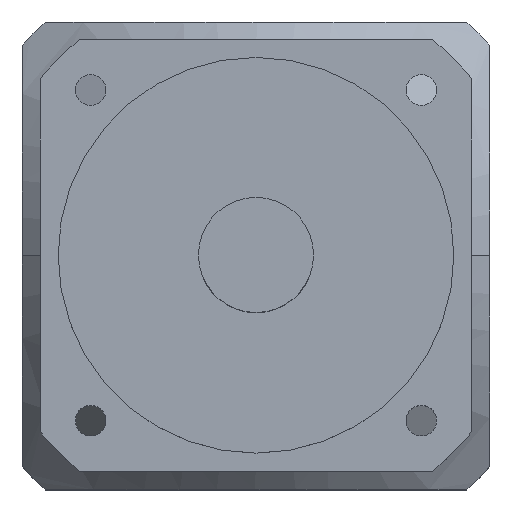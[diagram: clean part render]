
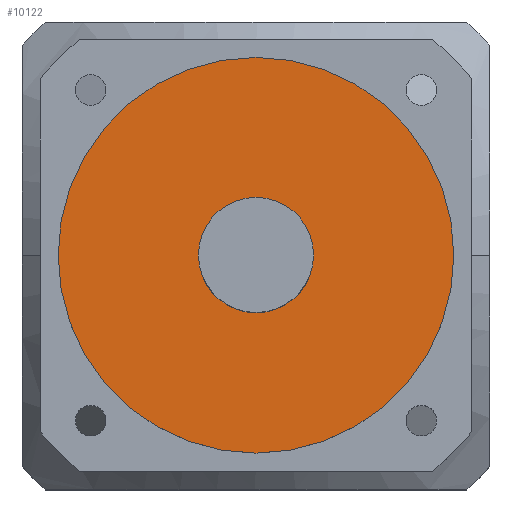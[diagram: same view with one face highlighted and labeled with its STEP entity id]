
A CAD part, top view. The second image highlights one B-rep face of the part: STEP entity #10122.
In plain terms, the highlighted planar face has unit normal (0, 0, 1).
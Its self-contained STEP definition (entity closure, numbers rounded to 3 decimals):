
#1530 = CARTESIAN_POINT ( 'NONE',  ( 0., 0., 140.7 ) ) ;
#1730 = FACE_BOUND ( 'NONE', #24006, .T. ) ;
#1821 = DIRECTION ( 'NONE',  ( 0., 0., 1. ) ) ;
#1879 = FACE_OUTER_BOUND ( 'NONE', #29123, .T. ) ;
#1975 = VERTEX_POINT ( 'NONE', #15362 ) ;
#2847 = CIRCLE ( 'NONE', #27266, 55. ) ;
#3294 = CARTESIAN_POINT ( 'NONE',  ( 16., 0., 140.7 ) ) ;
#4516 = DIRECTION ( 'NONE',  ( 1., 0., 0. ) ) ;
#5640 = CIRCLE ( 'NONE', #9498, 55. ) ;
#6787 = CARTESIAN_POINT ( 'NONE',  ( 0., 0., 140.7 ) ) ;
#6958 = ORIENTED_EDGE ( 'NONE', *, *, #15212, .T. ) ;
#8113 = CARTESIAN_POINT ( 'NONE',  ( 0., 0., 140.7 ) ) ;
#8758 = CARTESIAN_POINT ( 'NONE',  ( 0., 0., 140.7 ) ) ;
#8764 = AXIS2_PLACEMENT_3D ( 'NONE', #1530, #17428, #26257 ) ;
#9498 = AXIS2_PLACEMENT_3D ( 'NONE', #8113, #17237, #16656 ) ;
#10122 = ADVANCED_FACE ( 'NONE', ( #1730, #1879 ), #26917, .T. ) ;
#10483 = CARTESIAN_POINT ( 'NONE',  ( -55., 0., 140.7 ) ) ;
#10502 = EDGE_CURVE ( 'NONE', #1975, #18596, #5640, .T. ) ;
#11205 = CARTESIAN_POINT ( 'NONE',  ( -16., 0., 140.7 ) ) ;
#14954 = EDGE_CURVE ( 'NONE', #18682, #18348, #26437, .T. ) ;
#15212 = EDGE_CURVE ( 'NONE', #18596, #1975, #2847, .T. ) ;
#15247 = CARTESIAN_POINT ( 'NONE',  ( 0., 0., 140.7 ) ) ;
#15252 = EDGE_CURVE ( 'NONE', #18348, #18682, #25331, .T. ) ;
#15362 = CARTESIAN_POINT ( 'NONE',  ( 55., 0., 140.7 ) ) ;
#16656 = DIRECTION ( 'NONE',  ( 1., 0., 0. ) ) ;
#17237 = DIRECTION ( 'NONE',  ( 0., 0., 1. ) ) ;
#17428 = DIRECTION ( 'NONE',  ( 0., 0., 1. ) ) ;
#18348 = VERTEX_POINT ( 'NONE', #3294 ) ;
#18596 = VERTEX_POINT ( 'NONE', #10483 ) ;
#18682 = VERTEX_POINT ( 'NONE', #11205 ) ;
#19662 = ORIENTED_EDGE ( 'NONE', *, *, #10502, .T. ) ;
#22661 = DIRECTION ( 'NONE',  ( 1., 0., 0. ) ) ;
#23420 = AXIS2_PLACEMENT_3D ( 'NONE', #6787, #25050, #4516 ) ;
#24006 = EDGE_LOOP ( 'NONE', ( #27883, #24555 ) ) ;
#24358 = DIRECTION ( 'NONE',  ( 1., 0., 0. ) ) ;
#24555 = ORIENTED_EDGE ( 'NONE', *, *, #15252, .F. ) ;
#24806 = DIRECTION ( 'NONE',  ( 0., 0., 1. ) ) ;
#25050 = DIRECTION ( 'NONE',  ( 0., 0., 1. ) ) ;
#25331 = CIRCLE ( 'NONE', #23420, 16. ) ;
#26200 = AXIS2_PLACEMENT_3D ( 'NONE', #15247, #24806, #24358 ) ;
#26257 = DIRECTION ( 'NONE',  ( 1., 0., 0. ) ) ;
#26437 = CIRCLE ( 'NONE', #8764, 16. ) ;
#26917 = PLANE ( 'NONE',  #26200 ) ;
#27266 = AXIS2_PLACEMENT_3D ( 'NONE', #8758, #1821, #22661 ) ;
#27883 = ORIENTED_EDGE ( 'NONE', *, *, #14954, .F. ) ;
#29123 = EDGE_LOOP ( 'NONE', ( #6958, #19662 ) ) ;
